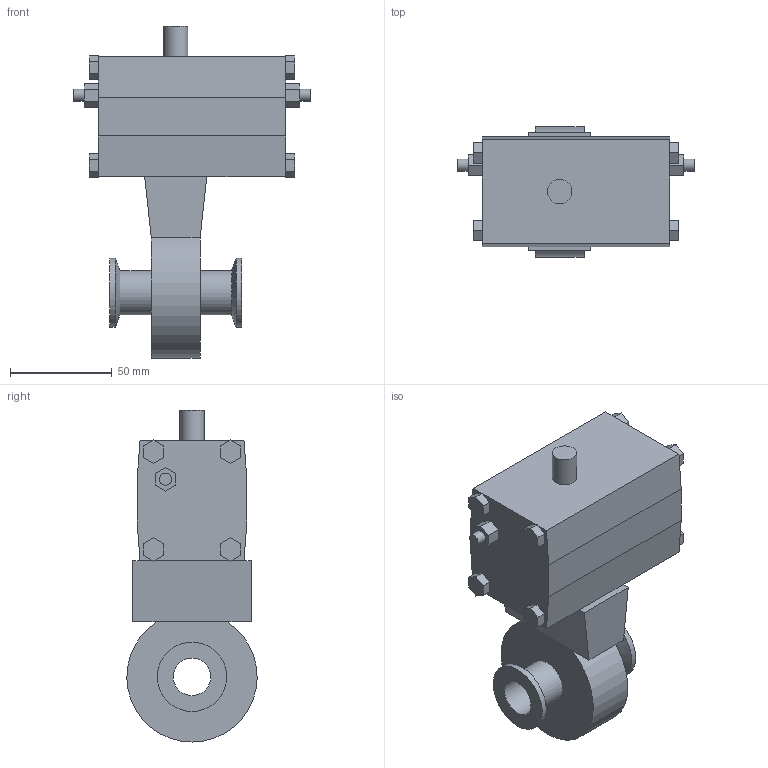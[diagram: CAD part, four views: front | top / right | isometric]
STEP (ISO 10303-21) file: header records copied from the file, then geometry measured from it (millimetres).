
FILE_DESCRIPTION(/* description */ (''),/* implementation_level */ '2;1');
FILE_NAME(/* name */ 'BVA_C_04.stp',/* time_stamp */ '2021-08-19T16:03:38+09:00',/* author */ ('nishioka'),/* organization */ (''),/* preprocessor_version */ 'ST-DEVELOPER v18.1',/* originating_system */ 'Autodesk Inventor 2021',/* authorisation */ '');
FILE_SCHEMA (('AUTOMOTIVE_DESIGN { 1 0 10303 214 3 1 1 }'));
Length unit declared in the file: millimetre
Products named in the file (1): BVA_C_15A
Bounding box: 116 x 63.98 x 163 mm (x, y, z)
Volume: 417792.4 mm3; surface area: 51675.2 mm2
Topology: 1 solids, 1 shells, 115 faces, 290 edges, 184 vertices
Faces by surface type: plane 104, cylinder 9, cone 2
Full cylindrical faces by diameter (mm): 6 x2, 12 x1, 18.4 x1, 21.7 x2, 34 x2
Entity records: 3423 total; most frequent: CARTESIAN_POINT 590, ORIENTED_EDGE 580, DIRECTION 540, EDGE_CURVE 290, LINE 272, VECTOR 272, VERTEX_POINT 184, AXIS2_PLACEMENT_3D 134
